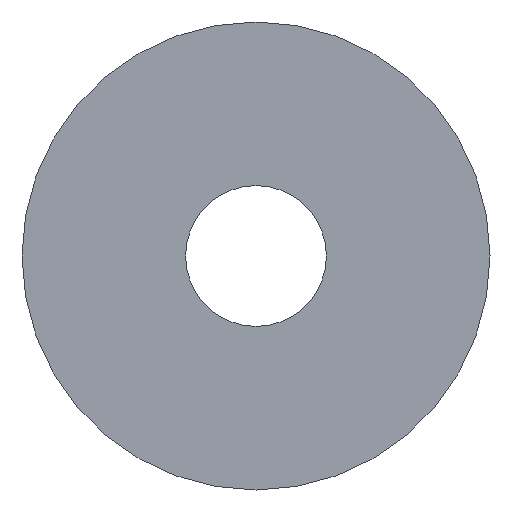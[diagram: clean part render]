
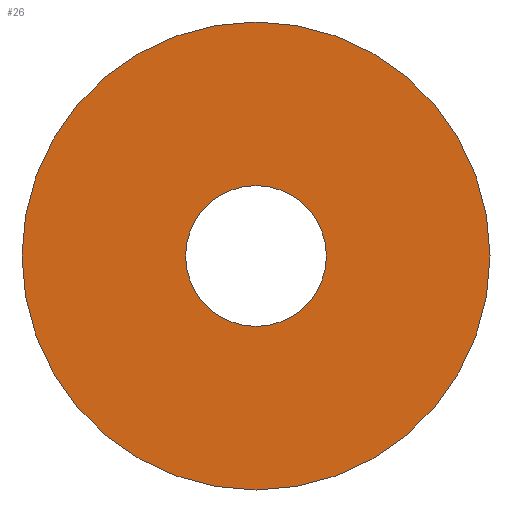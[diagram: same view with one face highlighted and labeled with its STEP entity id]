
A CAD part, front view. The second image highlights one B-rep face of the part: STEP entity #26.
In plain terms, the highlighted planar face has unit normal (0, -1, 0).
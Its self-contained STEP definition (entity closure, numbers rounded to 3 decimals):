
#5 = AXIS2_PLACEMENT_3D ( 'NONE', #158, #187, #144 ) ;
#14 = ORIENTED_EDGE ( 'NONE', *, *, #142, .F. ) ;
#15 = EDGE_LOOP ( 'NONE', ( #207, #18 ) ) ;
#17 = VERTEX_POINT ( 'NONE', #85 ) ;
#18 = ORIENTED_EDGE ( 'NONE', *, *, #227, .T. ) ;
#26 = ADVANCED_FACE ( 'NONE', ( #107, #75 ), #68, .F. ) ;
#30 = AXIS2_PLACEMENT_3D ( 'NONE', #116, #131, #216 ) ;
#31 = EDGE_CURVE ( 'NONE', #109, #87, #47, .T. ) ;
#47 = CIRCLE ( 'NONE', #114, 71.5 ) ;
#52 = CARTESIAN_POINT ( 'NONE',  ( 0., 0., -71.5 ) ) ;
#64 = EDGE_CURVE ( 'NONE', #221, #17, #186, .T. ) ;
#66 = ORIENTED_EDGE ( 'NONE', *, *, #31, .F. ) ;
#68 = PLANE ( 'NONE',  #180 ) ;
#75 = FACE_BOUND ( 'NONE', #15, .T. ) ;
#76 = CARTESIAN_POINT ( 'NONE',  ( 0., 0., -21.5 ) ) ;
#85 = CARTESIAN_POINT ( 'NONE',  ( 0., 0., 21.5 ) ) ;
#87 = VERTEX_POINT ( 'NONE', #52 ) ;
#107 = FACE_OUTER_BOUND ( 'NONE', #184, .T. ) ;
#109 = VERTEX_POINT ( 'NONE', #172 ) ;
#114 = AXIS2_PLACEMENT_3D ( 'NONE', #148, #164, #245 ) ;
#116 = CARTESIAN_POINT ( 'NONE',  ( 0., 0., 0. ) ) ;
#131 = DIRECTION ( 'NONE',  ( 0., 1., 0. ) ) ;
#132 = CARTESIAN_POINT ( 'NONE',  ( 0., 0., 0. ) ) ;
#135 = CIRCLE ( 'NONE', #30, 71.5 ) ;
#142 = EDGE_CURVE ( 'NONE', #87, #109, #135, .T. ) ;
#144 = DIRECTION ( 'NONE',  ( 0., 0., 1. ) ) ;
#148 = CARTESIAN_POINT ( 'NONE',  ( 0., 0., 0. ) ) ;
#150 = DIRECTION ( 'NONE',  ( 0., 1., 0. ) ) ;
#156 = AXIS2_PLACEMENT_3D ( 'NONE', #132, #150, #214 ) ;
#158 = CARTESIAN_POINT ( 'NONE',  ( 0., 0., 0. ) ) ;
#162 = CARTESIAN_POINT ( 'NONE',  ( 0., 0., 0. ) ) ;
#164 = DIRECTION ( 'NONE',  ( 0., 1., 0. ) ) ;
#172 = CARTESIAN_POINT ( 'NONE',  ( 0., 0., 71.5 ) ) ;
#180 = AXIS2_PLACEMENT_3D ( 'NONE', #162, #205, #228 ) ;
#183 = CIRCLE ( 'NONE', #156, 21.5 ) ;
#184 = EDGE_LOOP ( 'NONE', ( #14, #66 ) ) ;
#186 = CIRCLE ( 'NONE', #5, 21.5 ) ;
#187 = DIRECTION ( 'NONE',  ( 0., 1., 0. ) ) ;
#205 = DIRECTION ( 'NONE',  ( 0., 1., 0. ) ) ;
#207 = ORIENTED_EDGE ( 'NONE', *, *, #64, .T. ) ;
#214 = DIRECTION ( 'NONE',  ( 0., 0., 1. ) ) ;
#216 = DIRECTION ( 'NONE',  ( 0., 0., 1. ) ) ;
#221 = VERTEX_POINT ( 'NONE', #76 ) ;
#227 = EDGE_CURVE ( 'NONE', #17, #221, #183, .T. ) ;
#228 = DIRECTION ( 'NONE',  ( 0., 0., 1. ) ) ;
#245 = DIRECTION ( 'NONE',  ( 0., 0., 1. ) ) ;
